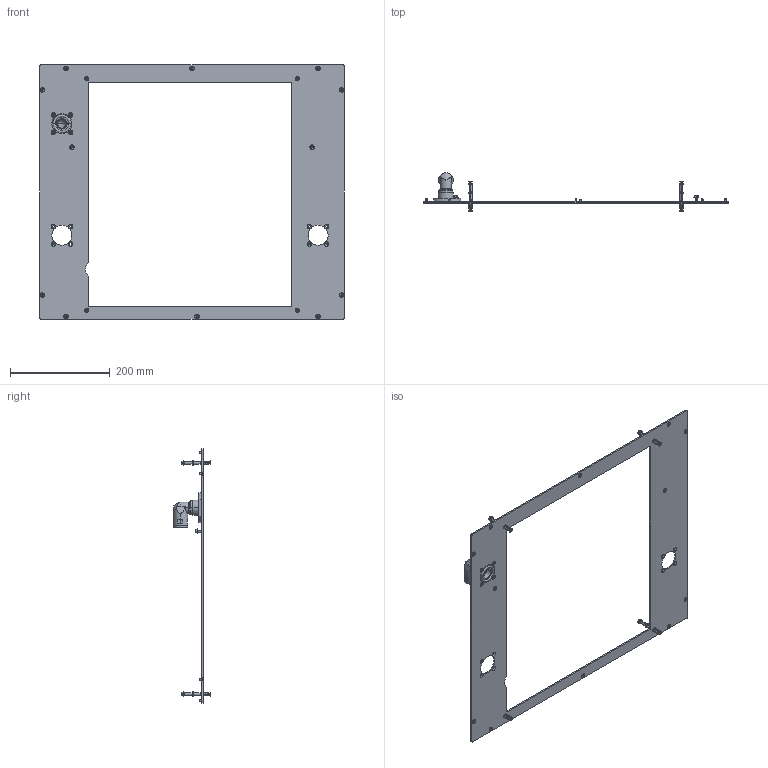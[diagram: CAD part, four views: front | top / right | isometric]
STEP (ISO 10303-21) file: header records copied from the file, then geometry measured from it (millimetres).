
FILE_DESCRIPTION (( 'STEP AP214' ), '1' );
FILE_NAME ('INGUN_114045.STEP', '2022-10-20T07:05:08', ( '' ), ( '' ), 'SwSTEP 2.0', 'SolidWorks 2021', '' );
FILE_SCHEMA (( 'AUTOMOTIVE_DESIGN' ));
Length unit declared in the file: millimetre
Products named in the file (15): 8236~2_S; 33435~3_S; DIN7991~n_M04,0x016; SKB-II~-s-k-i-i_M4,0x10 St; 18061~0_S; DIN7991~n_M04,0x012; 19420~3; DIN125~n_04,3 M04,0; 14042~0_S; DIN934~n_M04,0; 11240~0; 20949~0; INGUN_114045; 11657~0; DIN7991~n_M04,0x008 VA
Assembly tree (37 placements, depth 3):
  INGUN_114045
    33435~3_S
    18061~0_S  x4
      SKB-II~-s-k-i-i_M4,0x10 St
      DIN125~n_04,3 M04,0
      11240~0
      20949~0
      DIN7991~n_M04,0x012
    11657~0
    19420~3
    8236~2_S
    14042~0_S
    DIN7991~n_M04,0x016  x2
    DIN934~n_M04,0  x2
    DIN125~n_04,3 M04,0  x2
    DIN7991~n_M04,0x008 VA  x14
Bounding box: 612 x 76.2 x 510 mm (x, y, z)
Volume: 418402.8 mm3; surface area: 300432.9 mm2
Topology: 57 solids, 57 shells, 1355 faces, 3419 edges, 2181 vertices
Faces by surface type: cylinder 714, plane 261, cone 214, torus 152, bspline 14
Entity records: 19728 total; most frequent: CARTESIAN_POINT 7895, DIRECTION 2485, ORIENTED_EDGE 2256, EDGE_CURVE 1128, AXIS2_PLACEMENT_3D 1030, VERTEX_POINT 717, CIRCLE 561, EDGE_LOOP 517
